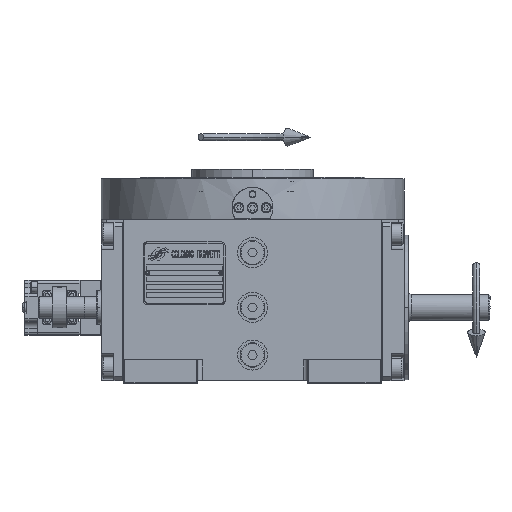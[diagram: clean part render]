
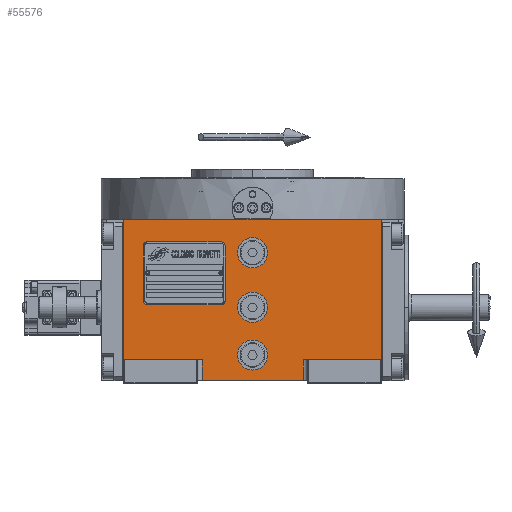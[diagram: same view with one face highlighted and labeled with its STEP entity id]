
A CAD part, top view. The second image highlights one B-rep face of the part: STEP entity #55576.
In plain terms, the highlighted planar face has unit normal (0, 0, 1).
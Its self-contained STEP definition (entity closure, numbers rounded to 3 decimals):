
#1633 = DIRECTION ( 'NONE',  ( 0., 1., 0. ) ) ;
#2846 = LINE ( 'NONE', #26954, #24426 ) ;
#2891 = DIRECTION ( 'NONE',  ( 0., 0., 1. ) ) ;
#3191 = VERTEX_POINT ( 'NONE', #77488 ) ;
#3304 = VERTEX_POINT ( 'NONE', #68411 ) ;
#3794 = CIRCLE ( 'NONE', #34102, 11. ) ;
#4057 = CIRCLE ( 'NONE', #34380, 11. ) ;
#4060 = VECTOR ( 'NONE', #66455, 1000. ) ;
#5192 = ORIENTED_EDGE ( 'NONE', *, *, #74351, .F. ) ;
#5319 = CARTESIAN_POINT ( 'NONE',  ( 11., 0., 163.5 ) ) ;
#6192 = DIRECTION ( 'NONE',  ( -1., 0., 0. ) ) ;
#7166 = VERTEX_POINT ( 'NONE', #27960 ) ;
#7384 = EDGE_CURVE ( 'NONE', #3191, #9522, #13651, .T. ) ;
#7458 = EDGE_CURVE ( 'NONE', #62298, #9522, #68158, .T. ) ;
#7702 = DIRECTION ( 'NONE',  ( 0., 1., 0. ) ) ;
#7760 = AXIS2_PLACEMENT_3D ( 'NONE', #72568, #23206, #47309 ) ;
#7966 = EDGE_CURVE ( 'NONE', #62298, #54081, #51437, .T. ) ;
#8293 = EDGE_LOOP ( 'NONE', ( #26768, #68492 ) ) ;
#8294 = AXIS2_PLACEMENT_3D ( 'NONE', #42400, #66850, #55815 ) ;
#8343 = LINE ( 'NONE', #68410, #76413 ) ;
#8616 = VECTOR ( 'NONE', #31474, 1000. ) ;
#8993 = CARTESIAN_POINT ( 'NONE',  ( 37., -53.5, 163.5 ) ) ;
#8994 = LINE ( 'NONE', #73812, #20258 ) ;
#9522 = VERTEX_POINT ( 'NONE', #76189 ) ;
#10607 = CARTESIAN_POINT ( 'NONE',  ( -37., -53.5, 163.5 ) ) ;
#10783 = EDGE_LOOP ( 'NONE', ( #40020, #5192, #66469, #26141, #12814, #35415, #28206, #12639 ) ) ;
#11338 = CARTESIAN_POINT ( 'NONE',  ( 0., 40., 163.5 ) ) ;
#11728 = FACE_BOUND ( 'NONE', #8293, .T. ) ;
#11811 = ORIENTED_EDGE ( 'NONE', *, *, #12495, .F. ) ;
#12495 = EDGE_CURVE ( 'NONE', #47143, #26664, #62032, .T. ) ;
#12639 = ORIENTED_EDGE ( 'NONE', *, *, #7458, .F. ) ;
#12814 = ORIENTED_EDGE ( 'NONE', *, *, #38730, .F. ) ;
#12982 = DIRECTION ( 'NONE',  ( 0., 0., 1. ) ) ;
#13651 = LINE ( 'NONE', #14036, #8616 ) ;
#13904 = DIRECTION ( 'NONE',  ( 1., 0., 0. ) ) ;
#14036 = CARTESIAN_POINT ( 'NONE',  ( -94.5, -38.5, 163.5 ) ) ;
#14285 = VERTEX_POINT ( 'NONE', #73676 ) ;
#14957 = CARTESIAN_POINT ( 'NONE',  ( -11., -35., 163.5 ) ) ;
#14972 = CARTESIAN_POINT ( 'NONE',  ( 0., 40., 163.5 ) ) ;
#17880 = LINE ( 'NONE', #29764, #4060 ) ;
#19164 = VERTEX_POINT ( 'NONE', #20041 ) ;
#20041 = CARTESIAN_POINT ( 'NONE',  ( 94.5, 64.5, 163.5 ) ) ;
#20258 = VECTOR ( 'NONE', #33139, 1000. ) ;
#23206 = DIRECTION ( 'NONE',  ( 0., 0., 1. ) ) ;
#24426 = VECTOR ( 'NONE', #43963, 1000. ) ;
#24523 = EDGE_CURVE ( 'NONE', #34658, #3304, #17880, .T. ) ;
#25880 = EDGE_CURVE ( 'NONE', #3191, #7166, #2846, .T. ) ;
#26141 = ORIENTED_EDGE ( 'NONE', *, *, #45229, .T. ) ;
#26664 = VERTEX_POINT ( 'NONE', #31145 ) ;
#26687 = AXIS2_PLACEMENT_3D ( 'NONE', #11338, #30332, #6192 ) ;
#26768 = ORIENTED_EDGE ( 'NONE', *, *, #48370, .F. ) ;
#26954 = CARTESIAN_POINT ( 'NONE',  ( -94.5, -38.5, 163.5 ) ) ;
#27018 = ORIENTED_EDGE ( 'NONE', *, *, #74062, .F. ) ;
#27960 = CARTESIAN_POINT ( 'NONE',  ( -94.5, 64.5, 163.5 ) ) ;
#28206 = ORIENTED_EDGE ( 'NONE', *, *, #7384, .T. ) ;
#28854 = VECTOR ( 'NONE', #7702, 1000. ) ;
#29229 = AXIS2_PLACEMENT_3D ( 'NONE', #52046, #33086, #69394 ) ;
#29764 = CARTESIAN_POINT ( 'NONE',  ( 37., -38.5, 163.5 ) ) ;
#30332 = DIRECTION ( 'NONE',  ( 0., 0., 1. ) ) ;
#31145 = CARTESIAN_POINT ( 'NONE',  ( 11., -35., 163.5 ) ) ;
#31474 = DIRECTION ( 'NONE',  ( 1., 0., 0. ) ) ;
#31762 = CIRCLE ( 'NONE', #26687, 11. ) ;
#33086 = DIRECTION ( 'NONE',  ( 0., 0., 1. ) ) ;
#33139 = DIRECTION ( 'NONE',  ( 0., -1., 0. ) ) ;
#33572 = ORIENTED_EDGE ( 'NONE', *, *, #38722, .F. ) ;
#34033 = DIRECTION ( 'NONE',  ( 1., 0., 0. ) ) ;
#34102 = AXIS2_PLACEMENT_3D ( 'NONE', #48962, #12982, #54907 ) ;
#34217 = ORIENTED_EDGE ( 'NONE', *, *, #54433, .F. ) ;
#34380 = AXIS2_PLACEMENT_3D ( 'NONE', #37707, #2891, #55883 ) ;
#34658 = VERTEX_POINT ( 'NONE', #49444 ) ;
#35284 = VECTOR ( 'NONE', #1633, 1000. ) ;
#35415 = ORIENTED_EDGE ( 'NONE', *, *, #25880, .F. ) ;
#35863 = FACE_OUTER_BOUND ( 'NONE', #10783, .T. ) ;
#36716 = VERTEX_POINT ( 'NONE', #5319 ) ;
#37707 = CARTESIAN_POINT ( 'NONE',  ( 0., -35., 163.5 ) ) ;
#38722 = EDGE_CURVE ( 'NONE', #36716, #67501, #49946, .T. ) ;
#38730 = EDGE_CURVE ( 'NONE', #7166, #19164, #8343, .T. ) ;
#38770 = LINE ( 'NONE', #56563, #35284 ) ;
#39337 = EDGE_LOOP ( 'NONE', ( #34217, #11811 ) ) ;
#40020 = ORIENTED_EDGE ( 'NONE', *, *, #7966, .T. ) ;
#40700 = AXIS2_PLACEMENT_3D ( 'NONE', #14972, #56496, #75798 ) ;
#41793 = FACE_BOUND ( 'NONE', #39337, .T. ) ;
#42400 = CARTESIAN_POINT ( 'NONE',  ( 0., 0., 163.5 ) ) ;
#43963 = DIRECTION ( 'NONE',  ( 0., 1., 0. ) ) ;
#45229 = EDGE_CURVE ( 'NONE', #3304, #19164, #38770, .T. ) ;
#45872 = CARTESIAN_POINT ( 'NONE',  ( -37., -53.5, 163.5 ) ) ;
#47143 = VERTEX_POINT ( 'NONE', #14957 ) ;
#47309 = DIRECTION ( 'NONE',  ( 1., 0., 0. ) ) ;
#48370 = EDGE_CURVE ( 'NONE', #14285, #66653, #62106, .T. ) ;
#48493 = PLANE ( 'NONE',  #7760 ) ;
#48962 = CARTESIAN_POINT ( 'NONE',  ( 0., 0., 163.5 ) ) ;
#49444 = CARTESIAN_POINT ( 'NONE',  ( 37., -38.5, 163.5 ) ) ;
#49946 = CIRCLE ( 'NONE', #8294, 11. ) ;
#51437 = LINE ( 'NONE', #45872, #64220 ) ;
#52046 = CARTESIAN_POINT ( 'NONE',  ( 0., -35., 163.5 ) ) ;
#54081 = VERTEX_POINT ( 'NONE', #8993 ) ;
#54433 = EDGE_CURVE ( 'NONE', #26664, #47143, #4057, .T. ) ;
#54907 = DIRECTION ( 'NONE',  ( -1., 0., 0. ) ) ;
#55505 = EDGE_CURVE ( 'NONE', #66653, #14285, #31762, .T. ) ;
#55576 = ADVANCED_FACE ( 'NONE', ( #77330, #41793, #11728, #35863 ), #48493, .T. ) ;
#55815 = DIRECTION ( 'NONE',  ( 1., 0., 0. ) ) ;
#55883 = DIRECTION ( 'NONE',  ( 1., 0., 0. ) ) ;
#56496 = DIRECTION ( 'NONE',  ( 0., 0., 1. ) ) ;
#56563 = CARTESIAN_POINT ( 'NONE',  ( 94.5, -38.5, 163.5 ) ) ;
#59506 = EDGE_LOOP ( 'NONE', ( #33572, #27018 ) ) ;
#62032 = CIRCLE ( 'NONE', #29229, 11. ) ;
#62106 = CIRCLE ( 'NONE', #40700, 11. ) ;
#62298 = VERTEX_POINT ( 'NONE', #10607 ) ;
#64220 = VECTOR ( 'NONE', #34033, 1000. ) ;
#66455 = DIRECTION ( 'NONE',  ( 1., 0., 0. ) ) ;
#66469 = ORIENTED_EDGE ( 'NONE', *, *, #24523, .T. ) ;
#66653 = VERTEX_POINT ( 'NONE', #73440 ) ;
#66850 = DIRECTION ( 'NONE',  ( 0., 0., 1. ) ) ;
#67375 = CARTESIAN_POINT ( 'NONE',  ( -37., -53.5, 163.5 ) ) ;
#67501 = VERTEX_POINT ( 'NONE', #67718 ) ;
#67718 = CARTESIAN_POINT ( 'NONE',  ( -11., 0., 163.5 ) ) ;
#68158 = LINE ( 'NONE', #67375, #28854 ) ;
#68410 = CARTESIAN_POINT ( 'NONE',  ( -94.5, 64.5, 163.5 ) ) ;
#68411 = CARTESIAN_POINT ( 'NONE',  ( 94.5, -38.5, 163.5 ) ) ;
#68492 = ORIENTED_EDGE ( 'NONE', *, *, #55505, .F. ) ;
#69394 = DIRECTION ( 'NONE',  ( -1., 0., 0. ) ) ;
#72568 = CARTESIAN_POINT ( 'NONE',  ( -94.5, -53.5, 163.5 ) ) ;
#73440 = CARTESIAN_POINT ( 'NONE',  ( -11., 40., 163.5 ) ) ;
#73676 = CARTESIAN_POINT ( 'NONE',  ( 11., 40., 163.5 ) ) ;
#73812 = CARTESIAN_POINT ( 'NONE',  ( 37., -38.5, 163.5 ) ) ;
#74062 = EDGE_CURVE ( 'NONE', #67501, #36716, #3794, .T. ) ;
#74351 = EDGE_CURVE ( 'NONE', #34658, #54081, #8994, .T. ) ;
#75798 = DIRECTION ( 'NONE',  ( 1., 0., 0. ) ) ;
#76189 = CARTESIAN_POINT ( 'NONE',  ( -37., -38.5, 163.5 ) ) ;
#76413 = VECTOR ( 'NONE', #13904, 1000. ) ;
#77330 = FACE_BOUND ( 'NONE', #59506, .T. ) ;
#77488 = CARTESIAN_POINT ( 'NONE',  ( -94.5, -38.5, 163.5 ) ) ;
